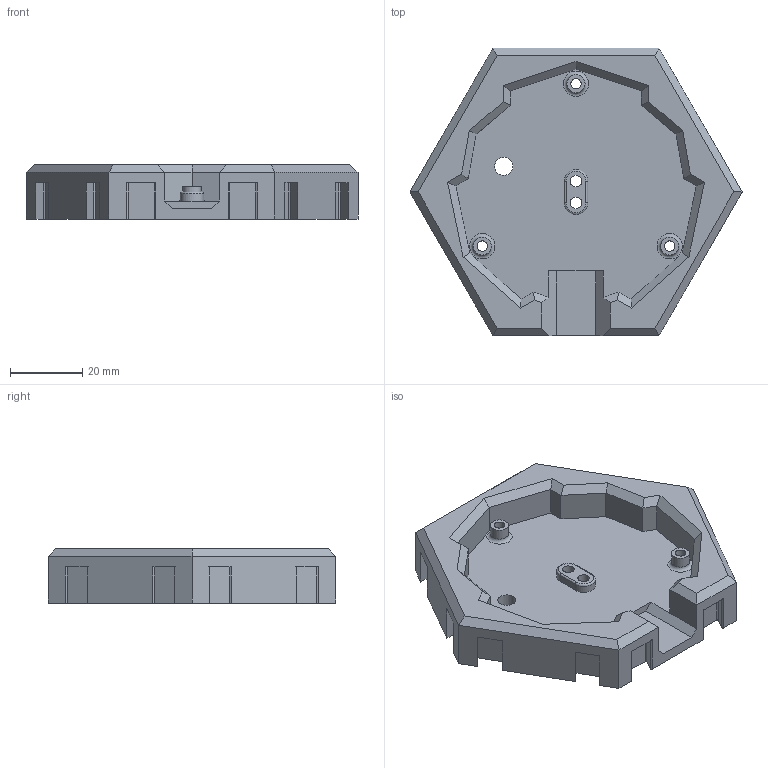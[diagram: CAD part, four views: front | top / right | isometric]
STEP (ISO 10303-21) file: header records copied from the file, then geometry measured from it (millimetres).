
FILE_DESCRIPTION(/* description */ ('STEP AP242','CAx-IF Rec.Pracs.---Representation and Presentation of Product Manufacturing Information (PMI)---4.0---2014-10-13','CAx-IF Rec.Pracs.---3D Tessellated Geometry---0.4---2014-09-14','2;1'),/* implementation_level */ '2;1');
FILE_NAME(/* name */ '65ca9c315a711b3d9f61036b',/* time_stamp */ '2024-02-12T22:31:14Z',/* author */ (''),/* organization */ (''),/* preprocessor_version */ 'ST-DEVELOPER v19.4',/* originating_system */ ' ',/* authorisation */ ' ');
FILE_SCHEMA (('AP242_MANAGED_MODEL_BASED_3D_ENGINEERING_MIM_LF { 1 0 10303 442 1 1 4 }'));
Length unit declared in the file: metre
Products named in the file (2): Curve 1; Part 1
Bounding box: 92 x 79.67 x 15 mm (x, y, z)
Volume: 43118.2 mm3; surface area: 18825.5 mm2
Topology: 1 solids, 1 shells, 165 faces, 442 edges, 285 vertices
Faces by surface type: plane 117, cylinder 43, torus 5
Full cylindrical faces by diameter (mm): 2.88 x3, 3.2 x2, 5 x4
Entity records: 5077 total; most frequent: CARTESIAN_POINT 874, ORIENTED_EDGE 852, DIRECTION 852, EDGE_CURVE 426, LINE 336, VECTOR 336, VERTEX_POINT 280, AXIS2_PLACEMENT_3D 258
